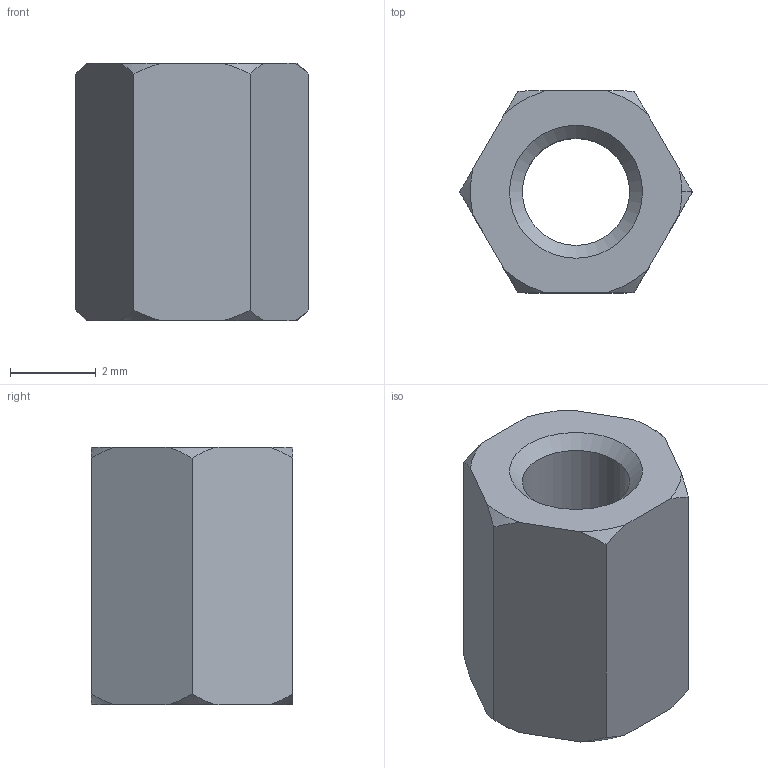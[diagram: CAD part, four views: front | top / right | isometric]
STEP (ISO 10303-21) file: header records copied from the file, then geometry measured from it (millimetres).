
FILE_DESCRIPTION(('FreeCAD Model'),'2;1');
FILE_NAME('standoff_hex_M2.5x4.7mm_6mm.step', '2020-06-15T16:04:57',('kicad StepUp'),('ksu MCAD'), 'Open CASCADE STEP processor 7.4','FreeCAD','Unknown');
FILE_SCHEMA(('AUTOMOTIVE_DESIGN { 1 0 10303 214 1 1 1 1 }'));
Length unit declared in the file: millimetre
Products named in the file (1): standoff_hex_M2.5x4.7mm_6mm
Bounding box: 5.43 x 4.7 x 6 mm (x, y, z)
Volume: 84.4 mm3; surface area: 169.6 mm2
Topology: 1 solids, 1 shells, 25 faces, 65 edges, 42 vertices
Faces by surface type: cone 16, plane 8, cylinder 1
Full cylindrical faces by diameter (mm): 2.5 x1
Entity records: 815 total; most frequent: DIRECTION 159, CARTESIAN_POINT 133, ORIENTED_EDGE 130, AXIS2_PLACEMENT_3D 68, EDGE_CURVE 65, VERTEX_POINT 42, FACE_BOUND 27, EDGE_LOOP 27
